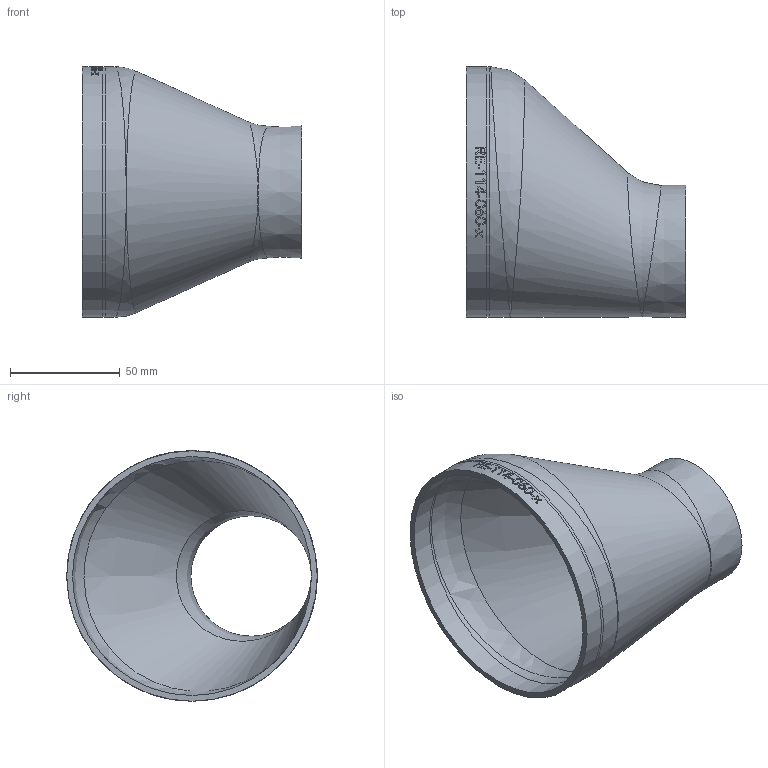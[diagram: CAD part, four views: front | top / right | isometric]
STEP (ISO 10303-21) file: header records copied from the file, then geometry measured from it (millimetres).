
FILE_DESCRIPTION (( 'STEP AP214' ), '1' );
FILE_NAME ('RE-114-060-x Reduzierung Exzenter 114,3x60,3x2,6x2,0 BL100 1909.STEP', '2019-09-25T13:38:09', ( '' ), ( '' ), 'SwSTEP 2.0', 'SolidWorks 2016', '' );
FILE_SCHEMA (( 'AUTOMOTIVE_DESIGN' ));
Length unit declared in the file: millimetre
Products named in the file (1): RE-114-060-x Reduzierung Exzenter 114,3x60,3x2,6x2,0 BL100 1909
Bounding box: 100 x 114.32 x 114.33 mm (x, y, z)
Volume: 78259.8 mm3; surface area: 58554.8 mm2
Topology: 1 solids, 1 shells, 143 faces, 374 edges, 249 vertices
Faces by surface type: plane 62, bspline 55, cylinder 19, cone 5, torus 2
Full cylindrical faces by diameter (mm): 109.1 x1, 114.3 x1
Entity records: 17301 total; most frequent: CARTESIAN_POINT 12987, ORIENTED_EDGE 688, DIRECTION 433, EDGE_CURVE 344, VERTEX_POINT 235, EDGE_LOOP 177, AXIS2_PLACEMENT_3D 168, B_SPLINE_CURVE_WITH_KNOTS 168
